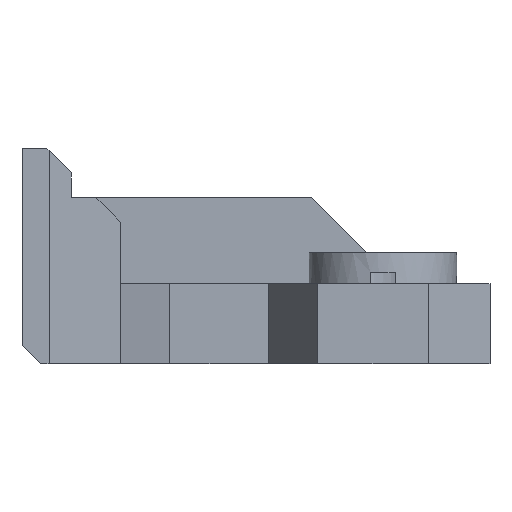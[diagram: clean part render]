
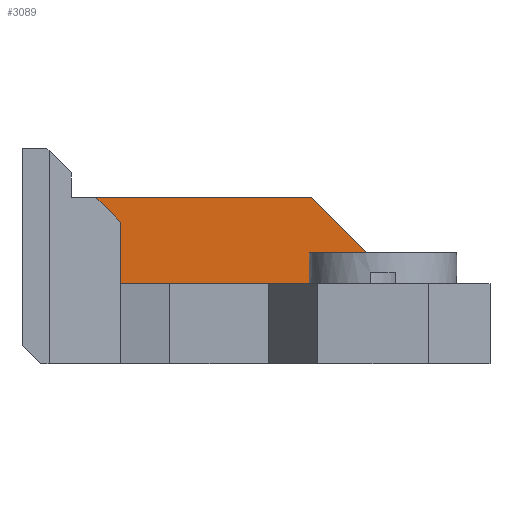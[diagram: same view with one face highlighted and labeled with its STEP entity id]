
A CAD part, front view. The second image highlights one B-rep face of the part: STEP entity #3089.
In plain terms, the highlighted planar face has unit normal (0, -1, 0).
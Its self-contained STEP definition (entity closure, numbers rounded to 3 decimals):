
#231=FACE_OUTER_BOUND('',#411,.T.);
#411=EDGE_LOOP('',(#2587,#2588,#2589,#2590,#2591,#2592,#2593));
#751=LINE('',#4854,#1137);
#757=LINE('',#4875,#1143);
#763=LINE('',#4891,#1149);
#764=LINE('',#4894,#1150);
#765=LINE('',#4896,#1151);
#766=LINE('',#4898,#1152);
#767=LINE('',#4899,#1153);
#1137=VECTOR('',#3966,10.);
#1143=VECTOR('',#3986,10.);
#1149=VECTOR('',#4000,10.);
#1150=VECTOR('',#4003,10.);
#1151=VECTOR('',#4004,10.);
#1152=VECTOR('',#4005,10.);
#1153=VECTOR('',#4006,10.);
#1451=VERTEX_POINT('',#4850);
#1452=VERTEX_POINT('',#4852);
#1460=VERTEX_POINT('',#4874);
#1466=VERTEX_POINT('',#4889);
#1467=VERTEX_POINT('',#4893);
#1468=VERTEX_POINT('',#4895);
#1469=VERTEX_POINT('',#4897);
#1840=EDGE_CURVE('',#1452,#1451,#751,.T.);
#1850=EDGE_CURVE('',#1451,#1460,#757,.T.);
#1859=EDGE_CURVE('',#1452,#1466,#763,.T.);
#1860=EDGE_CURVE('',#1466,#1467,#764,.T.);
#1861=EDGE_CURVE('',#1467,#1468,#765,.F.);
#1862=EDGE_CURVE('',#1469,#1468,#766,.T.);
#1863=EDGE_CURVE('',#1469,#1460,#767,.T.);
#2587=ORIENTED_EDGE('',*,*,#1840,.F.);
#2588=ORIENTED_EDGE('',*,*,#1859,.T.);
#2589=ORIENTED_EDGE('',*,*,#1860,.T.);
#2590=ORIENTED_EDGE('',*,*,#1861,.T.);
#2591=ORIENTED_EDGE('',*,*,#1862,.F.);
#2592=ORIENTED_EDGE('',*,*,#1863,.T.);
#2593=ORIENTED_EDGE('',*,*,#1850,.F.);
#2931=PLANE('',#3316);
#3089=ADVANCED_FACE('',(#231),#2931,.F.);
#3316=AXIS2_PLACEMENT_3D('',#4892,#4001,#4002);
#3966=DIRECTION('',(-1.,0.,0.));
#3986=DIRECTION('',(0.,0.,-1.));
#4000=DIRECTION('',(-0.707,0.,0.707));
#4001=DIRECTION('center_axis',(0.,1.,0.));
#4002=DIRECTION('ref_axis',(-1.,0.,0.));
#4003=DIRECTION('',(-1.,0.,0.));
#4004=DIRECTION('',(-0.707,0.,0.707));
#4005=DIRECTION('',(0.,0.,1.));
#4006=DIRECTION('',(1.,0.,0.));
#4850=CARTESIAN_POINT('',(24.828,-7.,2.5));
#4852=CARTESIAN_POINT('',(28.,-7.,2.5));
#4854=CARTESIAN_POINT('',(29.9,-7.,2.5));
#4874=CARTESIAN_POINT('',(24.828,-7.,0.));
#4875=CARTESIAN_POINT('',(24.828,-7.,0.));
#4889=CARTESIAN_POINT('',(23.5,-7.,7.));
#4891=CARTESIAN_POINT('',(28.75,-7.,1.75));
#4892=CARTESIAN_POINT('Origin',(30.5,-7.,0.));
#4893=CARTESIAN_POINT('',(6.,-7.,7.));
#4894=CARTESIAN_POINT('',(8.,-7.,7.));
#4895=CARTESIAN_POINT('',(8.,-7.,5.));
#4896=CARTESIAN_POINT('',(14.375,-7.,-1.375));
#4897=CARTESIAN_POINT('',(8.,-7.,0.));
#4898=CARTESIAN_POINT('',(8.,-7.,0.));
#4899=CARTESIAN_POINT('',(24.75,-7.,0.));
